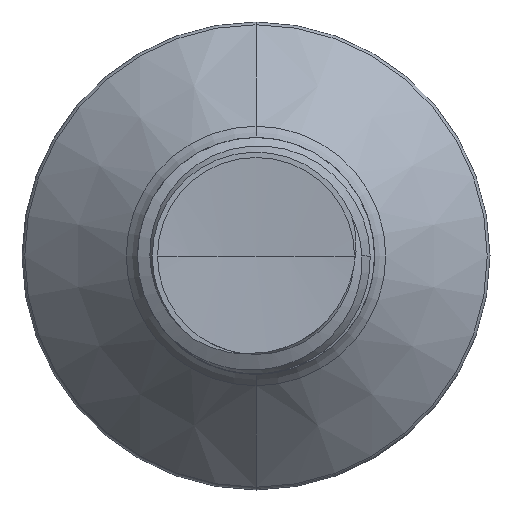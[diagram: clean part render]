
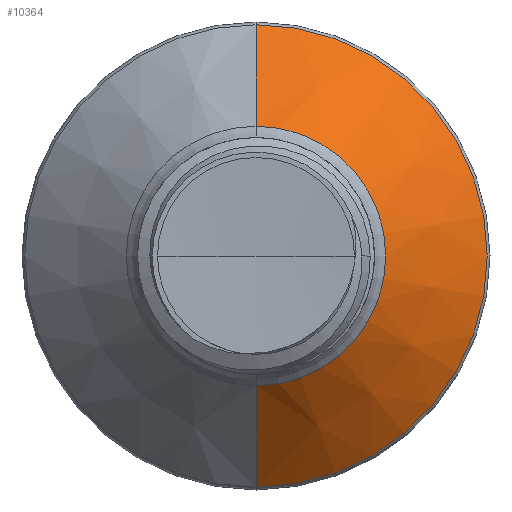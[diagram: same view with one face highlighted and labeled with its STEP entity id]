
A CAD part, front view. The second image highlights one B-rep face of the part: STEP entity #10364.
In plain terms, the highlighted conical face has half-angle 45 degrees and reference radius 4.381 mm.
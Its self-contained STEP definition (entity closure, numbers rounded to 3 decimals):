
#1275 = CARTESIAN_POINT ( 'NONE',  ( 0., 7.058, 4.381 ) ) ;
#1373 = EDGE_CURVE ( 'NONE', #7064, #11740, #12037, .T. ) ;
#1669 = DIRECTION ( 'NONE',  ( 0., 1., 0. ) ) ;
#1821 = CARTESIAN_POINT ( 'NONE',  ( 0., 10.485, -7.807 ) ) ;
#2362 = EDGE_LOOP ( 'NONE', ( #3060, #14515, #4305, #13870 ) ) ;
#2682 = DIRECTION ( 'NONE',  ( 0., 0.707, 0.707 ) ) ;
#3060 = ORIENTED_EDGE ( 'NONE', *, *, #10149, .T. ) ;
#3802 = CIRCLE ( 'NONE', #9015, 7.807 ) ;
#4237 = CONICAL_SURFACE ( 'NONE', #5410, 4.381, 0.785 ) ;
#4305 = ORIENTED_EDGE ( 'NONE', *, *, #14102, .F. ) ;
#4313 = DIRECTION ( 'NONE',  ( 0., 0.707, -0.707 ) ) ;
#5181 = VECTOR ( 'NONE', #4313, 1000. ) ;
#5410 = AXIS2_PLACEMENT_3D ( 'NONE', #7916, #7862, #7847 ) ;
#6617 = CARTESIAN_POINT ( 'NONE',  ( 0., 7.058, -4.381 ) ) ;
#6644 = VECTOR ( 'NONE', #2682, 1000. ) ;
#7064 = VERTEX_POINT ( 'NONE', #14338 ) ;
#7847 = DIRECTION ( 'NONE',  ( 0., 0., 1. ) ) ;
#7862 = DIRECTION ( 'NONE',  ( 0., 1., 0. ) ) ;
#7916 = CARTESIAN_POINT ( 'NONE',  ( 0., 7.058, 0. ) ) ;
#8418 = FACE_OUTER_BOUND ( 'NONE', #2362, .T. ) ;
#8859 = CIRCLE ( 'NONE', #15345, 4.381 ) ;
#8983 = DIRECTION ( 'NONE',  ( 0., 0., 1. ) ) ;
#8985 = DIRECTION ( 'NONE',  ( 0., 1., 0. ) ) ;
#8991 = CARTESIAN_POINT ( 'NONE',  ( 0., 7.058, 0. ) ) ;
#9015 = AXIS2_PLACEMENT_3D ( 'NONE', #9903, #1669, #11104 ) ;
#9696 = CARTESIAN_POINT ( 'NONE',  ( 0., 7.058, 4.381 ) ) ;
#9903 = CARTESIAN_POINT ( 'NONE',  ( 0., 10.485, 0. ) ) ;
#10149 = EDGE_CURVE ( 'NONE', #12596, #7064, #8859, .T. ) ;
#10364 = ADVANCED_FACE ( 'NONE', ( #8418 ), #4237, .T. ) ;
#11040 = VERTEX_POINT ( 'NONE', #13704 ) ;
#11096 = EDGE_CURVE ( 'NONE', #12596, #11040, #12969, .T. ) ;
#11104 = DIRECTION ( 'NONE',  ( 0., 0., 1. ) ) ;
#11740 = VERTEX_POINT ( 'NONE', #1821 ) ;
#12037 = LINE ( 'NONE', #6617, #5181 ) ;
#12596 = VERTEX_POINT ( 'NONE', #9696 ) ;
#12969 = LINE ( 'NONE', #1275, #6644 ) ;
#13704 = CARTESIAN_POINT ( 'NONE',  ( 0., 10.485, 7.807 ) ) ;
#13870 = ORIENTED_EDGE ( 'NONE', *, *, #11096, .F. ) ;
#14102 = EDGE_CURVE ( 'NONE', #11040, #11740, #3802, .T. ) ;
#14338 = CARTESIAN_POINT ( 'NONE',  ( 0., 7.058, -4.381 ) ) ;
#14515 = ORIENTED_EDGE ( 'NONE', *, *, #1373, .T. ) ;
#15345 = AXIS2_PLACEMENT_3D ( 'NONE', #8991, #8985, #8983 ) ;
